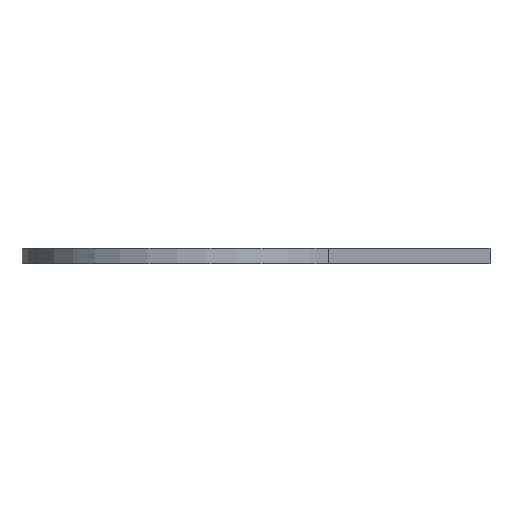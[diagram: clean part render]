
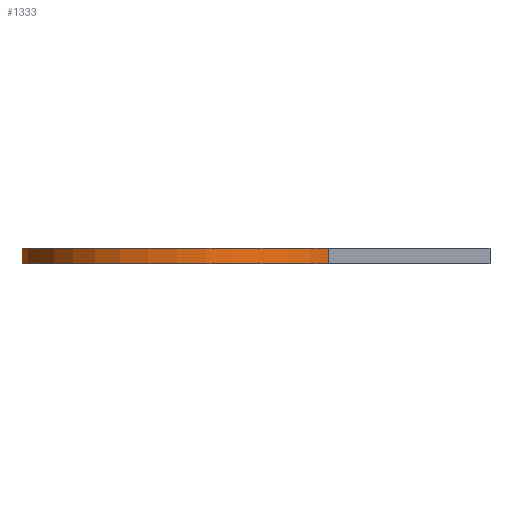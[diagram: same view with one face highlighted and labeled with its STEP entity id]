
A CAD part, left-side view. The second image highlights one B-rep face of the part: STEP entity #1333.
In plain terms, the highlighted cylindrical face has radius 32.5 mm (diameter 65 mm), a partial arc.
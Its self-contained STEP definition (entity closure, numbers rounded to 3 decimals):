
#114=CARTESIAN_POINT('',(-61.,30.,0.));
#115=DIRECTION('',(0.,0.,1.));
#116=DIRECTION('',(0.687,0.727,0.));
#117=AXIS2_PLACEMENT_3D('',#114,#115,#116);
#278=CARTESIAN_POINT('',(-61.,30.,3.));
#279=DIRECTION('',(0.,0.,1.));
#280=DIRECTION('',(0.687,0.727,0.));
#281=AXIS2_PLACEMENT_3D('',#278,#279,#280);
#485=DIRECTION('',(0.,0.,1.));
#486=VECTOR('',#485,3.);
#487=CARTESIAN_POINT('',(-79.832,3.512,0.));
#488=LINE('',#487,#486);
#489=DIRECTION('',(0.,0.,1.));
#490=VECTOR('',#489,3.);
#491=CARTESIAN_POINT('',(-38.683,53.626,0.));
#492=LINE('',#491,#490);
#517=CARTESIAN_POINT('',(-79.832,3.512,0.));
#518=CARTESIAN_POINT('',(-79.832,3.512,3.));
#519=VERTEX_POINT('',#517);
#520=VERTEX_POINT('',#518);
#541=CARTESIAN_POINT('',(-38.683,53.626,0.));
#542=CARTESIAN_POINT('',(-38.683,53.626,3.));
#543=VERTEX_POINT('',#541);
#544=VERTEX_POINT('',#542);
#1321=CARTESIAN_POINT('',(-61.,30.,0.));
#1322=DIRECTION('',(0.,0.,1.));
#1323=DIRECTION('',(1.,0.,0.));
#1324=AXIS2_PLACEMENT_3D('',#1321,#1322,#1323);
#1325=CYLINDRICAL_SURFACE('',#1324,32.5);
#1327=ORIENTED_EDGE('',*,*,#1326,.T.);
#1328=ORIENTED_EDGE('',*,*,#822,.T.);
#1329=ORIENTED_EDGE('',*,*,#1316,.F.);
#1330=ORIENTED_EDGE('',*,*,#676,.F.);
#1331=EDGE_LOOP('',(#1327,#1328,#1329,#1330));
#1332=FACE_OUTER_BOUND('',#1331,.F.);
#1333=ADVANCED_FACE('',(#1332),#1325,.T.);
#118=CIRCLE('',#117,32.5);
#282=CIRCLE('',#281,32.5);
#676=EDGE_CURVE('',#543,#519,#118,.T.);
#822=EDGE_CURVE('',#544,#520,#282,.T.);
#1316=EDGE_CURVE('',#519,#520,#488,.T.);
#1326=EDGE_CURVE('',#543,#544,#492,.T.);
